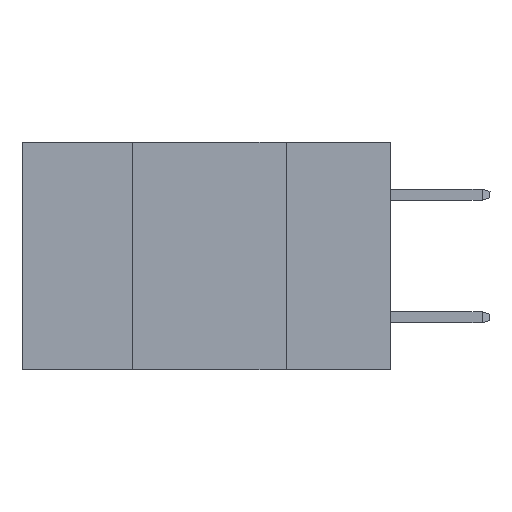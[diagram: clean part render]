
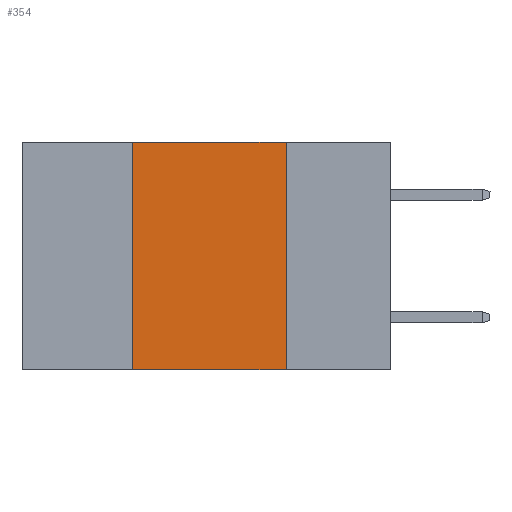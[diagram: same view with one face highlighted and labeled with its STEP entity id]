
A CAD part, left-side view. The second image highlights one B-rep face of the part: STEP entity #354.
In plain terms, the highlighted planar face has unit normal (-1, 0, 0).
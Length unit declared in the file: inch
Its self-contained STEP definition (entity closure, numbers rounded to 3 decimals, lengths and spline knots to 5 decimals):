
#126 = VERTEX_POINT ( 'NONE', #6566 ) ;
#354 = ADVANCED_FACE ( 'NONE', ( #16156 ), #8568, .F. ) ;
#1045 = CARTESIAN_POINT ( 'NONE',  ( 0., 0.6, 0. ) ) ;
#2119 = EDGE_CURVE ( 'NONE', #10414, #126, #7029, .T. ) ;
#2782 = DIRECTION ( 'NONE',  ( 0., -1., 0. ) ) ;
#3321 = DIRECTION ( 'NONE',  ( 1., 0., 0. ) ) ;
#3705 = VECTOR ( 'NONE', #5507, 39.37008 ) ;
#4755 = ORIENTED_EDGE ( 'NONE', *, *, #9360, .F. ) ;
#5507 = DIRECTION ( 'NONE',  ( 0., 0., 1. ) ) ;
#6357 = CARTESIAN_POINT ( 'NONE',  ( 0., 0.17, -0.37 ) ) ;
#6566 = CARTESIAN_POINT ( 'NONE',  ( 0., 0.17, 0. ) ) ;
#6807 = CARTESIAN_POINT ( 'NONE',  ( 0., 0.6, 0. ) ) ;
#7029 = LINE ( 'NONE', #1045, #20490 ) ;
#7062 = ORIENTED_EDGE ( 'NONE', *, *, #10982, .T. ) ;
#7547 = ORIENTED_EDGE ( 'NONE', *, *, #2119, .F. ) ;
#7711 = CARTESIAN_POINT ( 'NONE',  ( 0., 0.17, 0. ) ) ;
#8568 = PLANE ( 'NONE',  #15919 ) ;
#9360 = EDGE_CURVE ( 'NONE', #126, #13806, #18140, .T. ) ;
#9379 = DIRECTION ( 'NONE',  ( 0., 0., -1. ) ) ;
#10307 = CARTESIAN_POINT ( 'NONE',  ( 0., 0.6, -0.37 ) ) ;
#10414 = VERTEX_POINT ( 'NONE', #17419 ) ;
#10982 = EDGE_CURVE ( 'NONE', #15813, #13806, #22130, .T. ) ;
#12065 = DIRECTION ( 'NONE',  ( 0., -1., 0. ) ) ;
#13806 = VERTEX_POINT ( 'NONE', #6357 ) ;
#15661 = DIRECTION ( 'NONE',  ( 0., 0., -1. ) ) ;
#15813 = VERTEX_POINT ( 'NONE', #19876 ) ;
#15919 = AXIS2_PLACEMENT_3D ( 'NONE', #6807, #3321, #15661 ) ;
#16049 = CARTESIAN_POINT ( 'NONE',  ( 0., 0.42, 0. ) ) ;
#16156 = FACE_OUTER_BOUND ( 'NONE', #17295, .T. ) ;
#17203 = LINE ( 'NONE', #16049, #3705 ) ;
#17295 = EDGE_LOOP ( 'NONE', ( #4755, #7547, #19642, #7062 ) ) ;
#17419 = CARTESIAN_POINT ( 'NONE',  ( 0., 0.42, 0. ) ) ;
#18140 = LINE ( 'NONE', #7711, #22171 ) ;
#19248 = EDGE_CURVE ( 'NONE', #15813, #10414, #17203, .T. ) ;
#19642 = ORIENTED_EDGE ( 'NONE', *, *, #19248, .F. ) ;
#19876 = CARTESIAN_POINT ( 'NONE',  ( 0., 0.42, -0.37 ) ) ;
#20490 = VECTOR ( 'NONE', #2782, 39.37008 ) ;
#21607 = VECTOR ( 'NONE', #12065, 39.37008 ) ;
#22130 = LINE ( 'NONE', #10307, #21607 ) ;
#22171 = VECTOR ( 'NONE', #9379, 39.37008 ) ;
